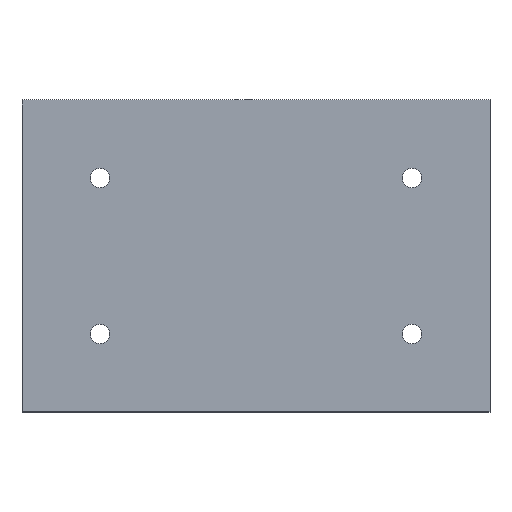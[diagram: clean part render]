
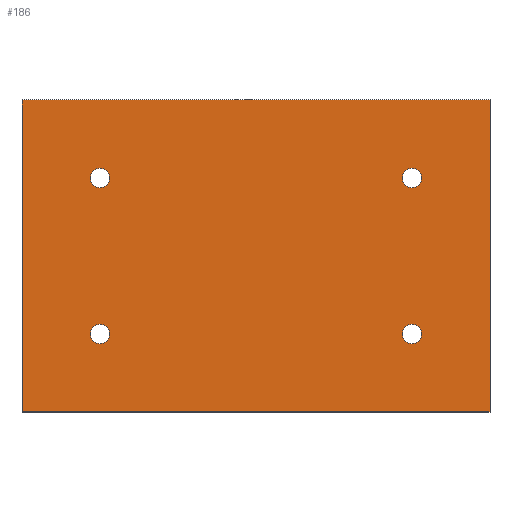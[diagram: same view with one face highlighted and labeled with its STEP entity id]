
A CAD part, top view. The second image highlights one B-rep face of the part: STEP entity #186.
In plain terms, the highlighted planar face has unit normal (0, 0, 1).
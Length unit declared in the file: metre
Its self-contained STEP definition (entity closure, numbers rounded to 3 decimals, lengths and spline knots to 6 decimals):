
#24=CIRCLE('',#210,0.0025);
#25=CIRCLE('',#211,0.0025);
#26=CIRCLE('',#212,0.0025);
#27=CIRCLE('',#213,0.0025);
#48=ORIENTED_EDGE('',*,*,#84,.T.);
#49=ORIENTED_EDGE('',*,*,#85,.T.);
#50=ORIENTED_EDGE('',*,*,#86,.T.);
#51=ORIENTED_EDGE('',*,*,#87,.T.);
#52=ORIENTED_EDGE('',*,*,#74,.F.);
#53=ORIENTED_EDGE('',*,*,#78,.T.);
#54=ORIENTED_EDGE('',*,*,#81,.T.);
#55=ORIENTED_EDGE('',*,*,#83,.F.);
#74=EDGE_CURVE('',#94,#95,#110,.T.);
#78=EDGE_CURVE('',#94,#97,#114,.T.);
#81=EDGE_CURVE('',#97,#99,#117,.T.);
#83=EDGE_CURVE('',#95,#99,#119,.T.);
#84=EDGE_CURVE('',#100,#100,#24,.T.);
#85=EDGE_CURVE('',#101,#101,#25,.T.);
#86=EDGE_CURVE('',#102,#102,#26,.T.);
#87=EDGE_CURVE('',#103,#103,#27,.T.);
#94=VERTEX_POINT('',#279);
#95=VERTEX_POINT('',#281);
#97=VERTEX_POINT('',#287);
#99=VERTEX_POINT('',#293);
#100=VERTEX_POINT('',#300);
#101=VERTEX_POINT('',#302);
#102=VERTEX_POINT('',#304);
#103=VERTEX_POINT('',#306);
#110=LINE('',#280,#122);
#114=LINE('',#288,#126);
#117=LINE('',#294,#129);
#119=LINE('',#297,#131);
#122=VECTOR('',#229,1.);
#126=VECTOR('',#235,1.);
#129=VECTOR('',#240,1.);
#131=VECTOR('',#244,1.);
#136=EDGE_LOOP('',(#48));
#137=EDGE_LOOP('',(#49));
#138=EDGE_LOOP('',(#50));
#139=EDGE_LOOP('',(#51));
#140=EDGE_LOOP('',(#52,#53,#54,#55));
#158=FACE_BOUND('',#136,.T.);
#159=FACE_BOUND('',#137,.T.);
#160=FACE_BOUND('',#138,.T.);
#161=FACE_BOUND('',#139,.T.);
#162=FACE_BOUND('',#140,.T.);
#180=PLANE('',#209);
#186=ADVANCED_FACE('',(#158,#159,#160,#161,#162),#180,.T.);
#209=AXIS2_PLACEMENT_3D('',#298,#245,#246);
#210=AXIS2_PLACEMENT_3D('',#299,#247,#248);
#211=AXIS2_PLACEMENT_3D('',#301,#249,#250);
#212=AXIS2_PLACEMENT_3D('',#303,#251,#252);
#213=AXIS2_PLACEMENT_3D('',#305,#253,#254);
#229=DIRECTION('',(0.,1.,0.));
#235=DIRECTION('',(1.,0.,0.));
#240=DIRECTION('',(0.,1.,0.));
#244=DIRECTION('',(1.,0.,0.));
#245=DIRECTION('',(0.,0.,1.));
#246=DIRECTION('',(1.,0.,0.));
#247=DIRECTION('',(0.,0.,-1.));
#248=DIRECTION('',(-1.,0.,0.));
#249=DIRECTION('',(0.,0.,-1.));
#250=DIRECTION('',(-1.,0.,0.));
#251=DIRECTION('',(0.,0.,-1.));
#252=DIRECTION('',(-1.,0.,0.));
#253=DIRECTION('',(0.,0.,-1.));
#254=DIRECTION('',(-1.,0.,0.));
#279=CARTESIAN_POINT('',(0.,0.,0.004));
#280=CARTESIAN_POINT('',(0.,0.04,0.004));
#281=CARTESIAN_POINT('',(0.,0.08,0.004));
#287=CARTESIAN_POINT('',(0.12,0.,0.004));
#288=CARTESIAN_POINT('',(0.06,0.,0.004));
#293=CARTESIAN_POINT('',(0.12,0.08,0.004));
#294=CARTESIAN_POINT('',(0.12,0.04,0.004));
#297=CARTESIAN_POINT('',(0.06,0.08,0.004));
#298=CARTESIAN_POINT('',(0.06,0.04,0.004));
#299=CARTESIAN_POINT('',(0.1,0.06,0.004));
#300=CARTESIAN_POINT('',(0.0975,0.06,0.004));
#301=CARTESIAN_POINT('',(0.1,0.02,0.004));
#302=CARTESIAN_POINT('',(0.0975,0.02,0.004));
#303=CARTESIAN_POINT('',(0.02,0.02,0.004));
#304=CARTESIAN_POINT('',(0.0175,0.02,0.004));
#305=CARTESIAN_POINT('',(0.02,0.06,0.004));
#306=CARTESIAN_POINT('',(0.0175,0.06,0.004));
